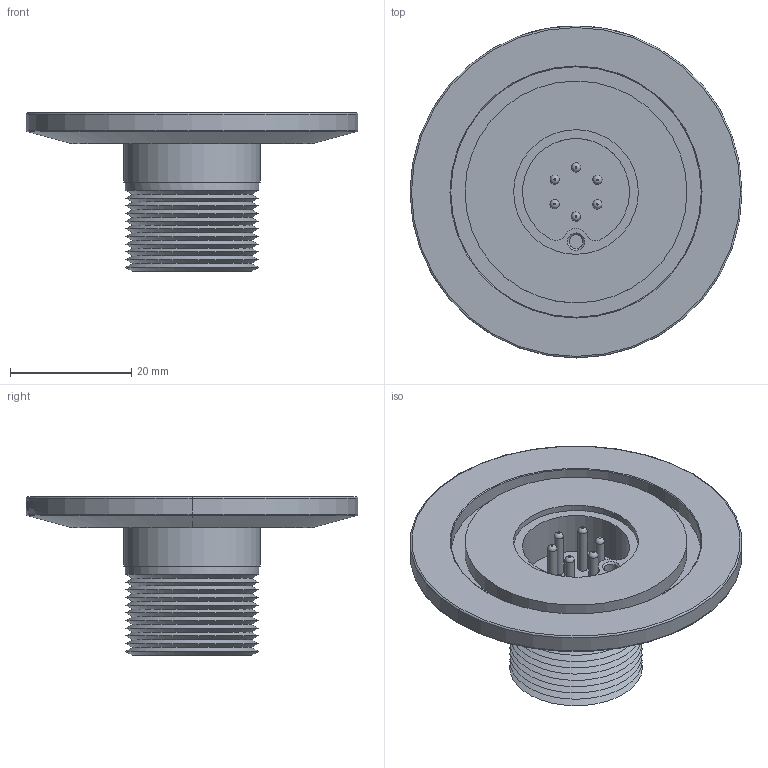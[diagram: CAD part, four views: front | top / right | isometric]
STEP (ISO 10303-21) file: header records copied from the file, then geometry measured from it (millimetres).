
FILE_DESCRIPTION(/* description */ ('Alibre Inc.'),/* implementation_level */ '2;1');
FILE_NAME(/* name */ 'export0',/* time_stamp */ '2014-05-15T15:48:00-07:00',/* author */ (''),/* organization */ (''),/* preprocessor_version */ 'ST-DEVELOPER v14',/* originating_system */ 'Alibre',/* authorisation */ '');
FILE_SCHEMA (('CONFIG_CONTROL_DESIGN'));
Length unit declared in the file: centimetre
Products named in the file (1): ID_1
Bounding box: 54.86 x 54.86 x 26.16 mm (x, y, z)
Volume: 12274.1 mm3; surface area: 10026.2 mm2
Topology: 1 solids, 1 shells, 382 faces, 966 edges, 635 vertices
Faces by surface type: plane 139, bspline 138, cylinder 62, cone 26, torus 16, sphere 1
Full cylindrical faces by diameter (mm): 1.524 x12, 2.261 x1, 17.653 x1, 20.599 x1, 22.098 x1, 22.606 x1
Entity records: 31176 total; most frequent: CARTESIAN_POINT 23509, ORIENTED_EDGE 1800, DIRECTION 978, EDGE_CURVE 900, VERTEX_POINT 620, EDGE_LOOP 482, FACE_BOUND 482, AXIS2_PLACEMENT_3D 468
